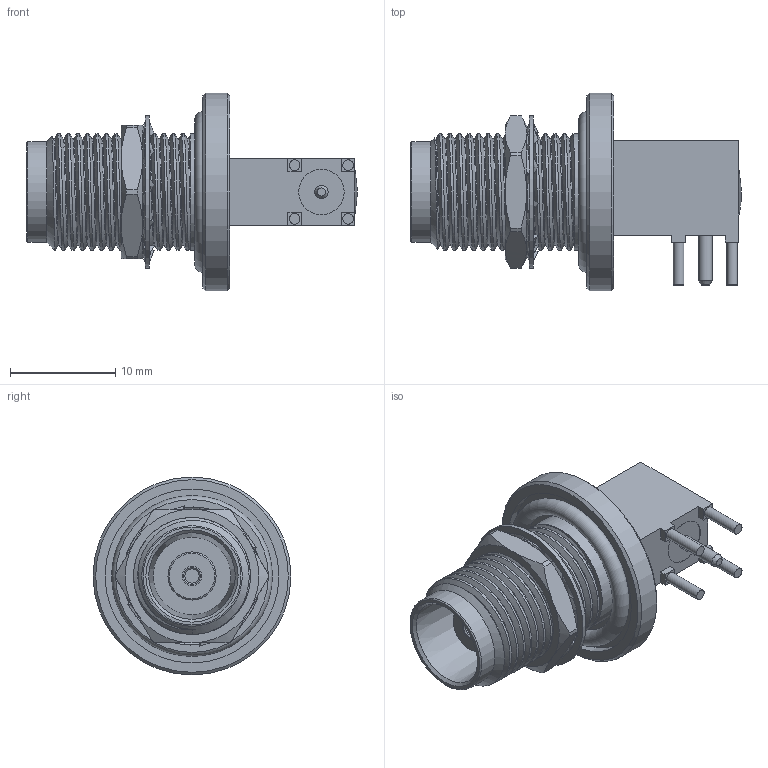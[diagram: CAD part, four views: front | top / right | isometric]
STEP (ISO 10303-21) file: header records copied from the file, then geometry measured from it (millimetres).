
FILE_DESCRIPTION (( 'STEP AP203' ), '1' );
FILE_NAME ('PE44892_3D.step', '2022-03-11T16:34:22', ( '' ), ( '' ), 'SwSTEP 2.0', 'SolidWorks 2021', '' );
FILE_SCHEMA (( 'CONFIG_CONTROL_DESIGN' ));
Length unit declared in the file: inch
Products named in the file (1): PE44892_3D
Bounding box: 31.44 x 18.8 x 18.8 mm (x, y, z)
Volume: 2650.8 mm3; surface area: 2948.7 mm2
Topology: 4 solids, 4 shells, 203 faces, 558 edges, 373 vertices
Faces by surface type: plane 78, cylinder 50, bspline 46, cone 26, torus 2, sphere 1
Full cylindrical faces by diameter (mm): 1.016 x4, 1.27 x1, 1.346 x1, 1.854 x1, 4.318 x1, 4.572 x1, 9.56 x1, 11.113 x15, 14.506 x1, 16.514 x1, 18.8 x1
Entity records: 10626 total; most frequent: CARTESIAN_POINT 6291, ORIENTED_EDGE 954, DIRECTION 736, EDGE_CURVE 477, VERTEX_POINT 332, AXIS2_PLACEMENT_3D 268, EDGE_LOOP 225, FACE_OUTER_BOUND 201
